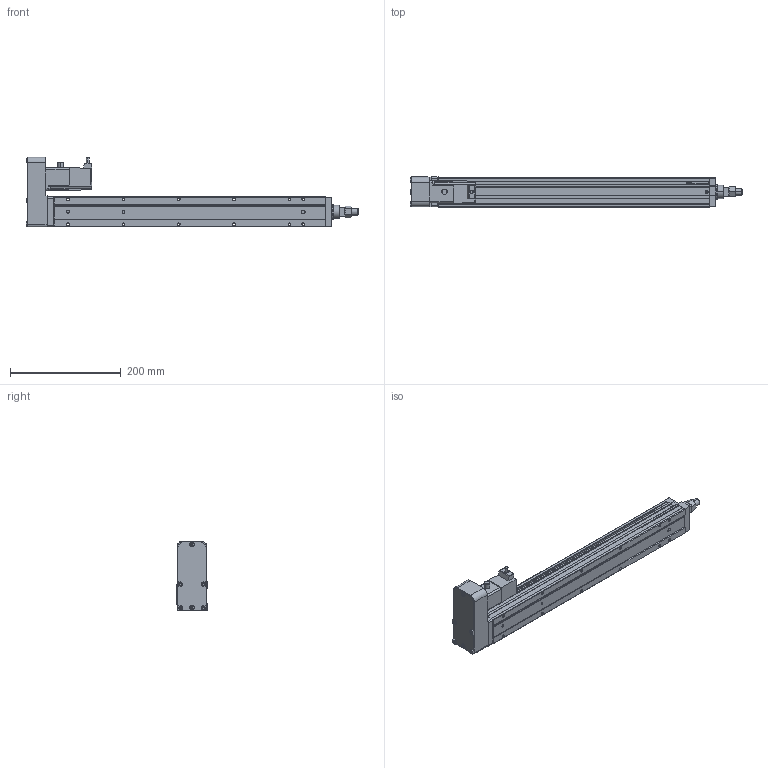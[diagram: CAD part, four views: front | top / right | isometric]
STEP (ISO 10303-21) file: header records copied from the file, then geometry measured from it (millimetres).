
FILE_DESCRIPTION (( 'STEP AP214' ), '1' );
FILE_NAME ('ETU05BL-12XLD-0350-XXXX(2).STEP', '2025-02-27T15:55:24', ( '' ), ( '' ), 'SwSTEP 2.0', 'SolidWorks 2022', '' );
FILE_SCHEMA (( 'AUTOMOTIVE_DESIGN' ));
Length unit declared in the file: millimetre
Products named in the file (10): ETU05-0350NUT; FANG STICKER; ETU05BL-12XLD-0350-XXXX(2); ETU05-0350BODY1; ETU05-0350BODY3; ETU05-035MOTOR; ETU05-0350BODY0; ETU05-0350BODY2; ETU05-0350SENSOR; ETU05-0350ROD
Assembly tree (10 placements, depth 2):
  ETU05BL-12XLD-0350-XXXX(2)
    ETU05-0350BODY0
    ETU05-0350BODY1
    ETU05-0350BODY2
    ETU05-035MOTOR
    ETU05-0350BODY3
    ETU05-0350ROD
    ETU05-0350NUT
    ETU05-0350SENSOR  x2
    FANG STICKER
Bounding box: 600 x 55.25 x 125.77 mm (x, y, z)
Volume: 1471466.5 mm3; surface area: 264088.7 mm2
Topology: 10 solids, 10 shells, 864 faces, 2196 edges, 1413 vertices
Faces by surface type: plane 524, cylinder 230, cone 100, torus 10
Entity records: 26088 total; most frequent: CARTESIAN_POINT 4630, DIRECTION 4411, ORIENTED_EDGE 4316, EDGE_CURVE 2158, VECTOR 1543, LINE 1543, AXIS2_PLACEMENT_3D 1434, VERTEX_POINT 1393
